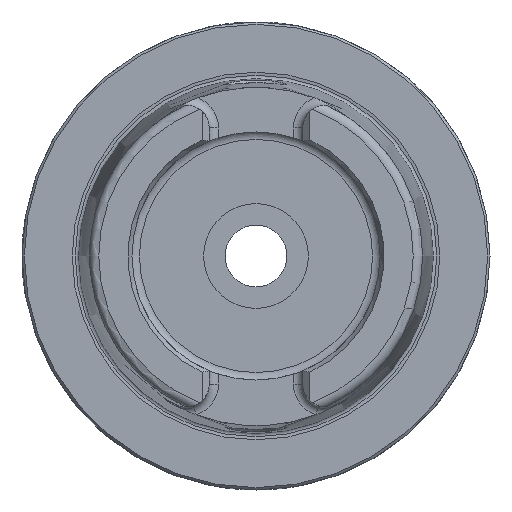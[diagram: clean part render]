
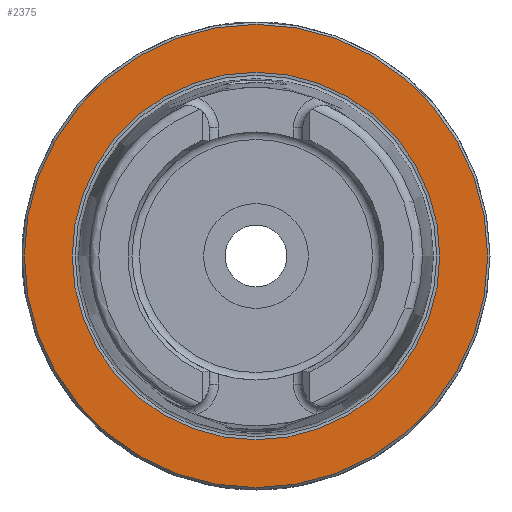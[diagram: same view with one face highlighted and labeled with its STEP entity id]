
A CAD part, left-side view. The second image highlights one B-rep face of the part: STEP entity #2375.
In plain terms, the highlighted planar face has unit normal (-1, 0, 0).
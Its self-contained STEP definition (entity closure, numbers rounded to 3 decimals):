
#103=FACE_BOUND('',#464,.T.);
#139=PLANE('',#2706);
#319=FACE_OUTER_BOUND('',#463,.T.);
#463=EDGE_LOOP('',(#2164));
#464=EDGE_LOOP('',(#2165));
#865=CIRCLE('',#2705,39.275);
#866=CIRCLE('',#2707,49.5);
#1111=VERTEX_POINT('',#5065);
#1112=VERTEX_POINT('',#5069);
#1467=EDGE_CURVE('',#1111,#1111,#865,.T.);
#1468=EDGE_CURVE('',#1112,#1112,#866,.T.);
#2164=ORIENTED_EDGE('',*,*,#1468,.F.);
#2165=ORIENTED_EDGE('',*,*,#1467,.T.);
#2375=ADVANCED_FACE('',(#319,#103),#139,.T.);
#2705=AXIS2_PLACEMENT_3D('',#5067,#3429,#3430);
#2706=AXIS2_PLACEMENT_3D('',#5068,#3431,#3432);
#2707=AXIS2_PLACEMENT_3D('',#5070,#3433,#3434);
#3429=DIRECTION('center_axis',(1.,0.,0.));
#3430=DIRECTION('ref_axis',(0.,0.,-1.));
#3431=DIRECTION('center_axis',(-1.,0.,0.));
#3432=DIRECTION('ref_axis',(0.,0.,1.));
#3433=DIRECTION('center_axis',(1.,0.,0.));
#3434=DIRECTION('ref_axis',(0.,0.,-1.));
#5065=CARTESIAN_POINT('',(0.,-39.275,0.));
#5067=CARTESIAN_POINT('Origin',(0.,0.,0.));
#5068=CARTESIAN_POINT('Origin',(0.,49.5,0.));
#5069=CARTESIAN_POINT('',(0.,-49.5,0.));
#5070=CARTESIAN_POINT('Origin',(0.,0.,0.));
